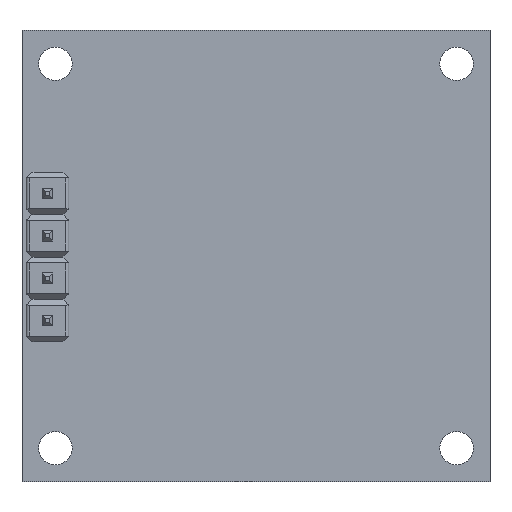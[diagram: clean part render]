
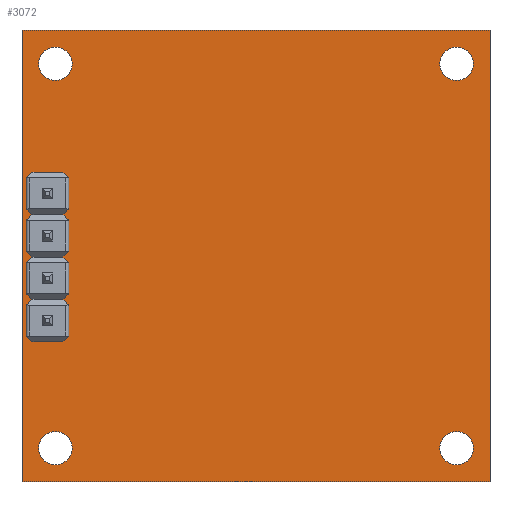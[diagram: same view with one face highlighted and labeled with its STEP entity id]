
A CAD part, front view. The second image highlights one B-rep face of the part: STEP entity #3072.
In plain terms, the highlighted planar face has unit normal (0, -1, 0).
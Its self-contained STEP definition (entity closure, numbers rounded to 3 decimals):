
#167=LINE('',#4353,#573);
#171=LINE('',#4361,#577);
#174=LINE('',#4367,#580);
#177=LINE('',#4372,#583);
#573=VECTOR('',#3516,27.);
#577=VECTOR('',#3522,28.);
#580=VECTOR('',#3527,27.);
#583=VECTOR('',#3532,28.);
#977=PLANE('',#3259);
#1147=FACE_BOUND('',#1364,.T.);
#1148=FACE_BOUND('',#1365,.T.);
#1149=FACE_BOUND('',#1366,.T.);
#1150=FACE_BOUND('',#1367,.T.);
#1151=FACE_BOUND('',#1368,.T.);
#1152=FACE_BOUND('',#1369,.T.);
#1153=FACE_BOUND('',#1370,.T.);
#1154=FACE_BOUND('',#1371,.T.);
#1181=FACE_OUTER_BOUND('',#1363,.T.);
#1363=EDGE_LOOP('',(#2298,#2299,#2300,#2301));
#1364=EDGE_LOOP('',(#2302));
#1365=EDGE_LOOP('',(#2303));
#1366=EDGE_LOOP('',(#2304));
#1367=EDGE_LOOP('',(#2305));
#1368=EDGE_LOOP('',(#2306));
#1369=EDGE_LOOP('',(#2307));
#1370=EDGE_LOOP('',(#2308));
#1371=EDGE_LOOP('',(#2309));
#1526=CIRCLE('',#3226,1.);
#1528=CIRCLE('',#3229,1.);
#1530=CIRCLE('',#3232,1.);
#1532=CIRCLE('',#3235,1.);
#1534=CIRCLE('',#3238,0.375);
#1536=CIRCLE('',#3241,0.375);
#1538=CIRCLE('',#3244,0.375);
#1540=CIRCLE('',#3247,0.375);
#1542=VERTEX_POINT('',#4286);
#1544=VERTEX_POINT('',#4291);
#1546=VERTEX_POINT('',#4296);
#1548=VERTEX_POINT('',#4301);
#1550=VERTEX_POINT('',#4306);
#1552=VERTEX_POINT('',#4311);
#1554=VERTEX_POINT('',#4316);
#1556=VERTEX_POINT('',#4321);
#1566=VERTEX_POINT('',#4351);
#1567=VERTEX_POINT('',#4352);
#1570=VERTEX_POINT('',#4360);
#1572=VERTEX_POINT('',#4366);
#1814=EDGE_CURVE('',#1542,#1542,#1526,.T.);
#1816=EDGE_CURVE('',#1544,#1544,#1528,.T.);
#1818=EDGE_CURVE('',#1546,#1546,#1530,.T.);
#1820=EDGE_CURVE('',#1548,#1548,#1532,.T.);
#1822=EDGE_CURVE('',#1550,#1550,#1534,.T.);
#1824=EDGE_CURVE('',#1552,#1552,#1536,.T.);
#1826=EDGE_CURVE('',#1554,#1554,#1538,.T.);
#1828=EDGE_CURVE('',#1556,#1556,#1540,.T.);
#1842=EDGE_CURVE('',#1566,#1567,#167,.T.);
#1846=EDGE_CURVE('',#1570,#1566,#171,.T.);
#1849=EDGE_CURVE('',#1572,#1570,#174,.T.);
#1852=EDGE_CURVE('',#1567,#1572,#177,.T.);
#2298=ORIENTED_EDGE('',*,*,#1852,.F.);
#2299=ORIENTED_EDGE('',*,*,#1842,.F.);
#2300=ORIENTED_EDGE('',*,*,#1846,.F.);
#2301=ORIENTED_EDGE('',*,*,#1849,.F.);
#2302=ORIENTED_EDGE('',*,*,#1814,.T.);
#2303=ORIENTED_EDGE('',*,*,#1816,.T.);
#2304=ORIENTED_EDGE('',*,*,#1818,.T.);
#2305=ORIENTED_EDGE('',*,*,#1820,.T.);
#2306=ORIENTED_EDGE('',*,*,#1822,.T.);
#2307=ORIENTED_EDGE('',*,*,#1824,.T.);
#2308=ORIENTED_EDGE('',*,*,#1826,.T.);
#2309=ORIENTED_EDGE('',*,*,#1828,.T.);
#3072=ADVANCED_FACE('',(#1181,#1147,#1148,#1149,#1150,#1151,#1152,#1153,
#1154),#977,.F.);
#3226=AXIS2_PLACEMENT_3D('',#4287,#3446,#3447);
#3229=AXIS2_PLACEMENT_3D('',#4292,#3452,#3453);
#3232=AXIS2_PLACEMENT_3D('',#4297,#3458,#3459);
#3235=AXIS2_PLACEMENT_3D('',#4302,#3464,#3465);
#3238=AXIS2_PLACEMENT_3D('',#4307,#3470,#3471);
#3241=AXIS2_PLACEMENT_3D('',#4312,#3476,#3477);
#3244=AXIS2_PLACEMENT_3D('',#4317,#3482,#3483);
#3247=AXIS2_PLACEMENT_3D('',#4322,#3488,#3489);
#3259=AXIS2_PLACEMENT_3D('',#4375,#3536,#3537);
#3446=DIRECTION('center_axis',(0.,1.,0.));
#3447=DIRECTION('ref_axis',(1.,0.,0.));
#3452=DIRECTION('center_axis',(0.,1.,0.));
#3453=DIRECTION('ref_axis',(1.,0.,0.));
#3458=DIRECTION('center_axis',(0.,1.,0.));
#3459=DIRECTION('ref_axis',(1.,0.,0.));
#3464=DIRECTION('center_axis',(0.,1.,0.));
#3465=DIRECTION('ref_axis',(1.,0.,0.));
#3470=DIRECTION('center_axis',(0.,1.,0.));
#3471=DIRECTION('ref_axis',(1.,0.,0.));
#3476=DIRECTION('center_axis',(0.,1.,0.));
#3477=DIRECTION('ref_axis',(1.,0.,0.));
#3482=DIRECTION('center_axis',(0.,1.,0.));
#3483=DIRECTION('ref_axis',(1.,0.,0.));
#3488=DIRECTION('center_axis',(0.,1.,0.));
#3489=DIRECTION('ref_axis',(1.,0.,0.));
#3516=DIRECTION('',(0.,0.,1.));
#3522=DIRECTION('',(-1.,0.,0.));
#3527=DIRECTION('',(0.,0.,-1.));
#3532=DIRECTION('',(1.,0.,0.));
#3536=DIRECTION('center_axis',(0.,1.,0.));
#3537=DIRECTION('ref_axis',(0.,0.,1.));
#4286=CARTESIAN_POINT('',(11.,0.,-11.5));
#4287=CARTESIAN_POINT('Origin',(12.,0.,-11.5));
#4291=CARTESIAN_POINT('',(-13.,0.,11.5));
#4292=CARTESIAN_POINT('Origin',(-12.,0.,11.5));
#4296=CARTESIAN_POINT('',(-13.,0.,-11.5));
#4297=CARTESIAN_POINT('Origin',(-12.,0.,-11.5));
#4301=CARTESIAN_POINT('',(11.,0.,11.5));
#4302=CARTESIAN_POINT('Origin',(12.,0.,11.5));
#4306=CARTESIAN_POINT('',(-12.875,0.,-3.81));
#4307=CARTESIAN_POINT('Origin',(-12.5,0.,-3.81));
#4311=CARTESIAN_POINT('',(-12.875,0.,3.81));
#4312=CARTESIAN_POINT('Origin',(-12.5,0.,3.81));
#4316=CARTESIAN_POINT('',(-12.875,0.,1.27));
#4317=CARTESIAN_POINT('Origin',(-12.5,0.,1.27));
#4321=CARTESIAN_POINT('',(-12.875,0.,-1.27));
#4322=CARTESIAN_POINT('Origin',(-12.5,0.,-1.27));
#4351=CARTESIAN_POINT('',(-14.,0.,-13.5));
#4352=CARTESIAN_POINT('',(-14.,0.,13.5));
#4353=CARTESIAN_POINT('',(-14.,0.,-13.5));
#4360=CARTESIAN_POINT('',(14.,0.,-13.5));
#4361=CARTESIAN_POINT('',(14.,0.,-13.5));
#4366=CARTESIAN_POINT('',(14.,0.,13.5));
#4367=CARTESIAN_POINT('',(14.,0.,13.5));
#4372=CARTESIAN_POINT('',(-14.,0.,13.5));
#4375=CARTESIAN_POINT('Origin',(0.,0.,0.));
